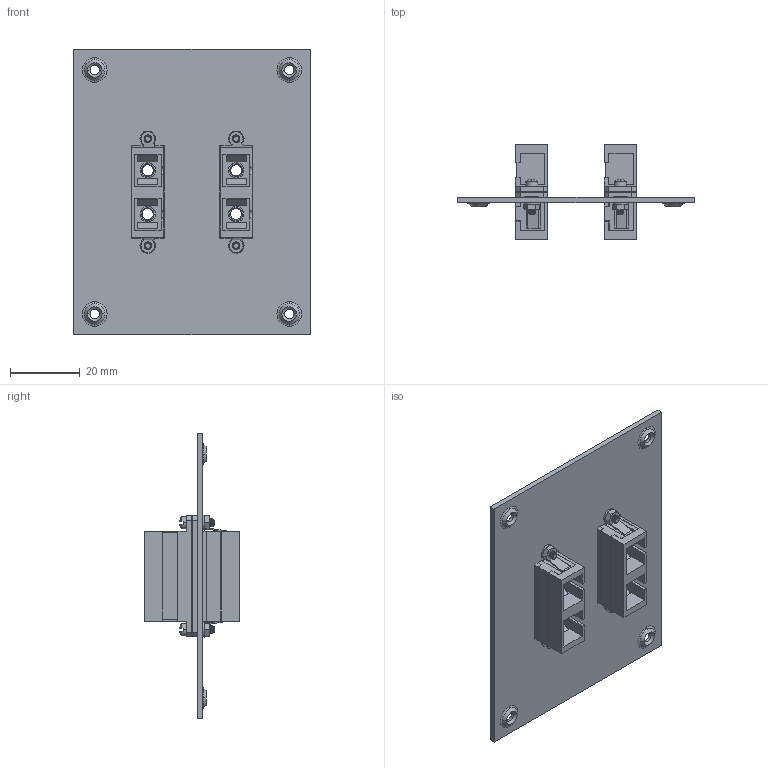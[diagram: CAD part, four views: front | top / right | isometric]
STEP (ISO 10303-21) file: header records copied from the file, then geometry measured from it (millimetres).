
FILE_DESCRIPTION (( 'STEP AP214' ), '1' );
FILE_NAME ('USP2FOPT-DSCB.STEP', '2017-05-30T18:33:58', ( 'L-Com' ), ( 'L-Com Global Connectivity' ), 'SwSTEP 2.0', 'SolidWorks 2014', '' );
FILE_SCHEMA (( 'AUTOMOTIVE_DESIGN' ));
Length unit declared in the file: inch
Products named in the file (7): 92146A003; 90730A003_90730A003; 91794A078_91794A078; FOA-005; 1AR17-009; USP2FOPT-DSCB
Assembly tree (16 placements, depth 3):
  USP2FOPT-DSCB
    1AR17-009
    FOA-005  x2
      FOA-005
    91794A078_91794A078  x4
    90730A003_90730A003  x4
    92146A003  x4
Bounding box: 68.07 x 27.43 x 82.04 mm (x, y, z)
Volume: 14814.3 mm3; surface area: 23524 mm2
Topology: 15 solids, 15 shells, 1024 faces, 2666 edges, 1716 vertices
Faces by surface type: plane 514, cylinder 314, cone 152, torus 16, sphere 16, bspline 12
Entity records: 18038 total; most frequent: CARTESIAN_POINT 4859, ORIENTED_EDGE 2356, DIRECTION 2272, EDGE_CURVE 1178, LINE 812, VECTOR 812, VERTEX_POINT 766, AXIS2_PLACEMENT_3D 730
